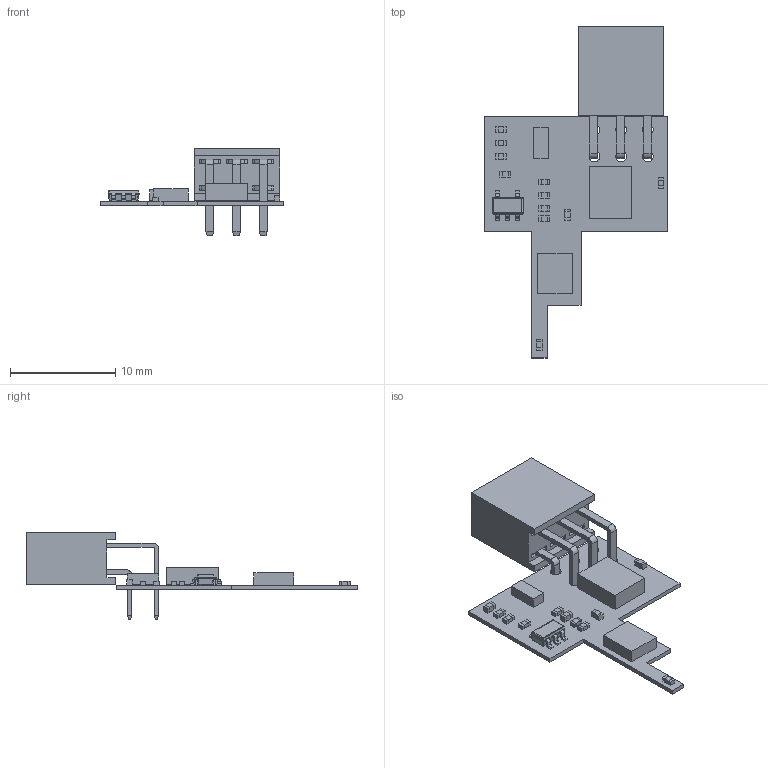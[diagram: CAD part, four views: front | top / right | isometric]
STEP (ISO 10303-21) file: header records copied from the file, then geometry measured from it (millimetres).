
FILE_DESCRIPTION(('Open CASCADE Model'),'2;1');
FILE_NAME('Open CASCADE Shape Model','2020-04-02T00:34:08',('Author'),( 'Open CASCADE'),'Open CASCADE STEP processor 6.8','Open CASCADE 6.8' ,'Unknown');
FILE_SCHEMA(('AUTOMOTIVE_DESIGN { 1 0 10303 214 1 1 1 1 }'));
Length unit declared in the file: millimetre
Products named in the file (44): PCB; Board; Open CASCADE STEP translator 6.8 3.1.1; R7; 6043813264; Extruded; 6043812864; R6; Q1; 6043813664; J1; 613006243121; 6130xx243121_PIN; 6130xx243121_PIN_G; C4; 6042549152; 6042550112; C3; 6043812384; U3; 6042545792; U2; DBV0005AaksMF05A; BODY_MF05A; LEAD_MF05F; R5; R4; R3; R2; C2; C1; U1; 6042544432; R1; 6042544912
Assembly tree (78 placements, depth 4):
  PCB
    Board
      Open CASCADE STEP translator 6.8 3.1.1
    R7
      6043813264
        Extruded
      6043812864  x2
        Extruded
    R6
      6043813264
        Extruded
      6043812864  x2
        Extruded
    Q1
      6043813664
        Extruded
    J1
      613006243121
        613006243121
        6130xx243121_PIN  x3
        6130xx243121_PIN_G  x3
    C4
      6042549152  x2
        Extruded
      6042550112
        Extruded
    C3
      6043812384  x2
        Extruded
      6042550112
        Extruded
    U3
      6042545792
        Extruded
    U2
      DBV0005AaksMF05A
        BODY_MF05A
        LEAD_MF05F  x5
    R5
      6043813264
        Extruded
      6043812864  x2
        Extruded
    R4
      6043813264
        Extruded
      6043812864  x2
        Extruded
    R3
      6043813264
        Extruded
      6043812864  x2
        Extruded
    R2
      6043813264
        Extruded
      6043812864  x2
        Extruded
    C2
      6043812384  x2
Bounding box: 17.5 x 31.59 x 8.3 mm (x, y, z)
Volume: 458.4 mm3; surface area: 1510.2 mm2
Topology: 50 solids, 50 shells, 638 faces, 1542 edges, 1004 vertices
Faces by surface type: plane 548, cylinder 70, bspline 12, sphere 8
Full cylindrical faces by diameter (mm): 1.02 x6
Entity records: 9990 total; most frequent: CARTESIAN_POINT 1789, DIRECTION 1512, ORIENTED_EDGE 1484, EDGE_CURVE 742, LINE 650, VECTOR 650, VERTEX_POINT 476, AXIS2_PLACEMENT_3D 431
